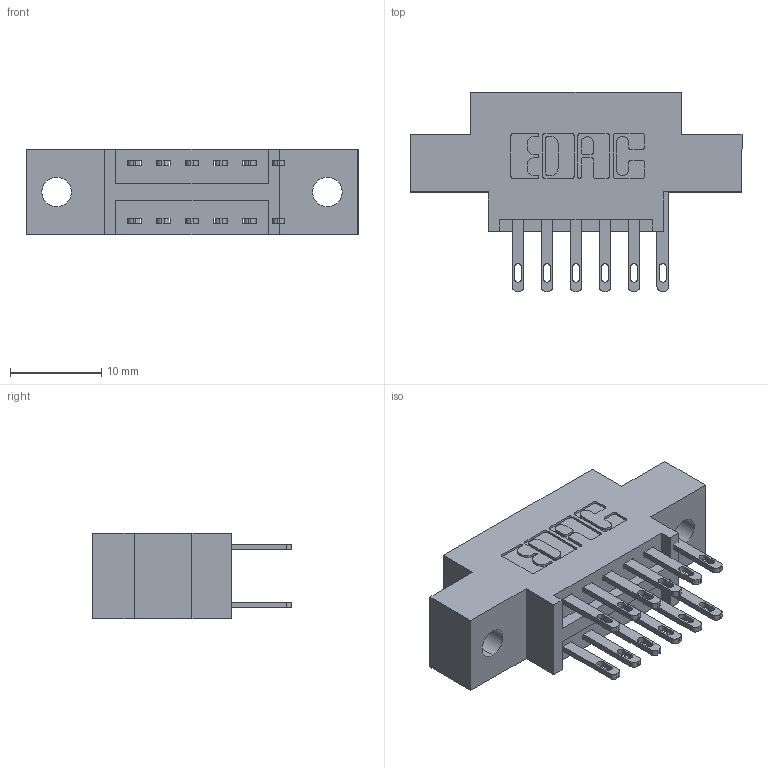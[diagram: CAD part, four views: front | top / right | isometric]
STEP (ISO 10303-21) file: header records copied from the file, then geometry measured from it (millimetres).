
FILE_DESCRIPTION (( 'STEP AP203' ), '1' );
FILE_NAME ('346-012-500-802.STEP', '2022-05-17T18:53:04', ( '' ), ( '' ), 'SwSTEP 2.0', 'SolidWorks 2020', '' );
FILE_SCHEMA (( 'CONFIG_CONTROL_DESIGN' ));
Length unit declared in the file: inch
Products named in the file (3): 345-292-001_345-293-100; 346 Part_0.170 Offset - 0.128 Dia; 346-012-500-802
Assembly tree (13 placements, depth 2):
  346-012-500-802
    346 Part_0.170 Offset - 0.128 Dia
    345-292-001_345-293-100  x12
Bounding box: 36.45 x 21.84 x 9.4 mm (x, y, z)
Volume: 3130.2 mm3; surface area: 3860.9 mm2
Topology: 13 solids, 13 shells, 690 faces, 2063 edges, 1374 vertices
Faces by surface type: plane 418, cylinder 272
Entity records: 8373 total; most frequent: CARTESIAN_POINT 1422, ORIENTED_EDGE 1354, DIRECTION 1309, EDGE_CURVE 677, LINE 521, VECTOR 521, VERTEX_POINT 450, AXIS2_PLACEMENT_3D 394
